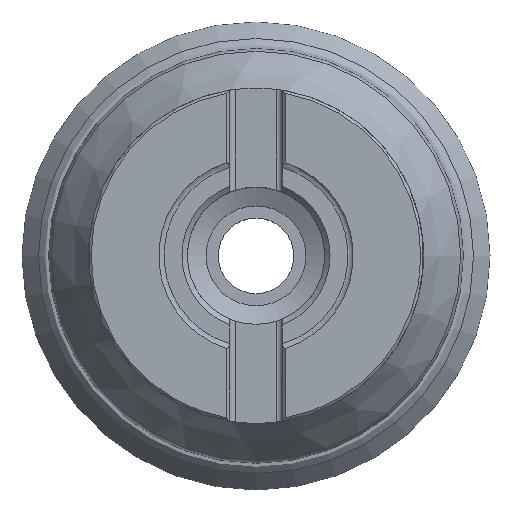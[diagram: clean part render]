
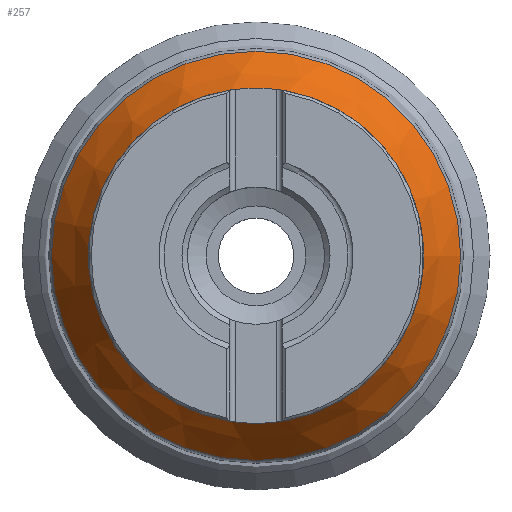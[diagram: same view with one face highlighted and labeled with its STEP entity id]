
A CAD part, top view. The second image highlights one B-rep face of the part: STEP entity #257.
In plain terms, the highlighted conical face has half-angle 33.846 degrees and reference radius 29.5 mm.
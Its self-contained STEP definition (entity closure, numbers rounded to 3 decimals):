
#216=CONICAL_SURFACE('',#1078,29.5,33.846);
#257=ADVANCED_FACE('',(#378,#379),#216,.T.);
#378=FACE_BOUND('',#450,.T.);
#379=FACE_BOUND('',#451,.T.);
#450=EDGE_LOOP('',(#561));
#451=EDGE_LOOP('',(#562));
#561=ORIENTED_EDGE('',*,*,#821,.T.);
#562=ORIENTED_EDGE('',*,*,#822,.T.);
#747=VERTEX_POINT('',#1760);
#748=VERTEX_POINT('',#1762);
#821=EDGE_CURVE('',#747,#747,#907,.T.);
#822=EDGE_CURVE('',#748,#748,#908,.T.);
#907=CIRCLE('',#1076,37.864);
#908=CIRCLE('',#1077,30.008);
#1076=AXIS2_PLACEMENT_3D('',#1759,#1264,#1265);
#1077=AXIS2_PLACEMENT_3D('',#1761,#1266,#1267);
#1078=AXIS2_PLACEMENT_3D('',#1763,#1268,#1269);
#1264=DIRECTION('',(0.,0.,1.));
#1265=DIRECTION('',(-1.,0.,0.));
#1266=DIRECTION('',(0.,0.,-1.));
#1267=DIRECTION('',(1.,0.,0.));
#1268=DIRECTION('',(0.,0.,-1.));
#1269=DIRECTION('',(1.,0.,0.));
#1759=CARTESIAN_POINT('',(0.,0.,-29.973));
#1760=CARTESIAN_POINT('',(-37.864,0.,-29.973));
#1761=CARTESIAN_POINT('',(0.,0.,-18.258));
#1762=CARTESIAN_POINT('',(30.008,0.,-18.258));
#1763=CARTESIAN_POINT('',(0.,0.,-17.5));
